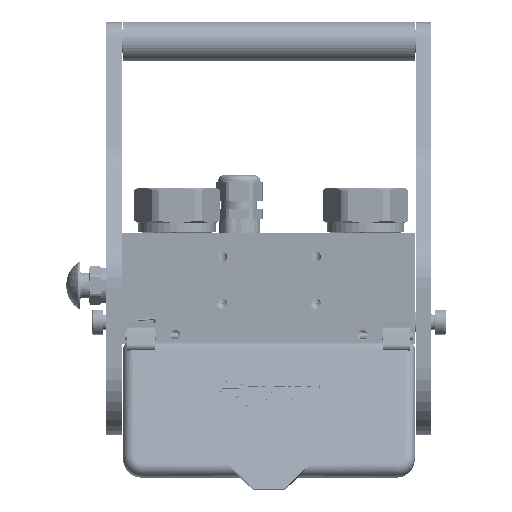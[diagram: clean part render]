
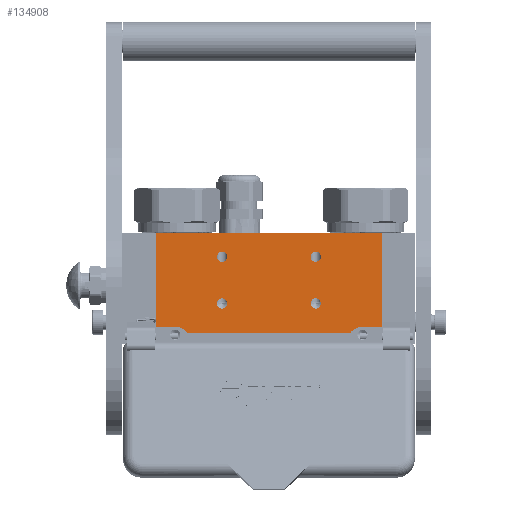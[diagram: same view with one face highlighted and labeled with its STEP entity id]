
A CAD part, left-side view. The second image highlights one B-rep face of the part: STEP entity #134908.
In plain terms, the highlighted face is planar.
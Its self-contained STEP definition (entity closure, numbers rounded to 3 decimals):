
#764 = DIRECTION ( 'NONE',  ( -1., 0., 0. ) ) ;
#1065 = CARTESIAN_POINT ( 'NONE',  ( 34., 70., -108. ) ) ;
#1562 = ORIENTED_EDGE ( 'NONE', *, *, #60978, .F. ) ;
#3189 = CARTESIAN_POINT ( 'NONE',  ( 42.146, 64.2, -108. ) ) ;
#6657 = VERTEX_POINT ( 'NONE', #35753 ) ;
#6977 = CARTESIAN_POINT ( 'NONE',  ( 64., 18.3, -108. ) ) ;
#8068 = DIRECTION ( 'NONE',  ( 0., -1., 0. ) ) ;
#10774 = VECTOR ( 'NONE', #764, 1000. ) ;
#12616 = EDGE_CURVE ( 'NONE', #152094, #30767, #86877, .T. ) ;
#15819 = CARTESIAN_POINT ( 'NONE',  ( 124., 41.7, -108. ) ) ;
#16961 = CIRCLE ( 'NONE', #160488, 3.3 ) ;
#17107 = AXIS2_PLACEMENT_3D ( 'NONE', #75526, #26008, #88328 ) ;
#17711 = EDGE_CURVE ( 'NONE', #99446, #42505, #67470, .T. ) ;
#18140 = ORIENTED_EDGE ( 'NONE', *, *, #129852, .T. ) ;
#19810 = CARTESIAN_POINT ( 'NONE',  ( 21.3, 0., -108. ) ) ;
#20938 = DIRECTION ( 'NONE',  ( 0., -1., 0. ) ) ;
#21480 = CARTESIAN_POINT ( 'NONE',  ( 124., 45., -108. ) ) ;
#23853 = ORIENTED_EDGE ( 'NONE', *, *, #17711, .F. ) ;
#23927 = AXIS2_PLACEMENT_3D ( 'NONE', #146753, #45687, #20938 ) ;
#25649 = EDGE_CURVE ( 'NONE', #157550, #61062, #103674, .T. ) ;
#26008 = DIRECTION ( 'NONE',  ( 0., 0., -1. ) ) ;
#26308 = CARTESIAN_POINT ( 'NONE',  ( 34., 60., -108. ) ) ;
#28103 = ORIENTED_EDGE ( 'NONE', *, *, #151593, .F. ) ;
#29660 = FACE_BOUND ( 'NONE', #61602, .T. ) ;
#30767 = VERTEX_POINT ( 'NONE', #90201 ) ;
#34018 = ORIENTED_EDGE ( 'NONE', *, *, #104122, .F. ) ;
#35753 = CARTESIAN_POINT ( 'NONE',  ( 124., 18.3, -108. ) ) ;
#35779 = CIRCLE ( 'NONE', #95318, 10. ) ;
#38580 = LINE ( 'NONE', #61178, #111676 ) ;
#38760 = AXIS2_PLACEMENT_3D ( 'NONE', #92677, #92139, #67211 ) ;
#38961 = CARTESIAN_POINT ( 'NONE',  ( 21.3, 0., -108. ) ) ;
#41054 = CIRCLE ( 'NONE', #17107, 3.3 ) ;
#41584 = ORIENTED_EDGE ( 'NONE', *, *, #76062, .F. ) ;
#42505 = VERTEX_POINT ( 'NONE', #6977 ) ;
#45687 = DIRECTION ( 'NONE',  ( 0., 0., -1. ) ) ;
#48268 = CARTESIAN_POINT ( 'NONE',  ( 145.854, 64.2, -108. ) ) ;
#51120 = FACE_BOUND ( 'NONE', #161470, .T. ) ;
#51244 = ORIENTED_EDGE ( 'NONE', *, *, #159009, .T. ) ;
#52394 = DIRECTION ( 'NONE',  ( 0., 0., -1. ) ) ;
#52605 = CARTESIAN_POINT ( 'NONE',  ( 64., 41.7, -108. ) ) ;
#52701 = CARTESIAN_POINT ( 'NONE',  ( 166.7, 0., -108. ) ) ;
#53813 = LINE ( 'NONE', #142568, #77354 ) ;
#54224 = DIRECTION ( 'NONE',  ( -1., 0., 0. ) ) ;
#55335 = EDGE_LOOP ( 'NONE', ( #23853, #77805 ) ) ;
#57188 = VERTEX_POINT ( 'NONE', #69286 ) ;
#58922 = DIRECTION ( 'NONE',  ( 0., 1., 0. ) ) ;
#59346 = DIRECTION ( 'NONE',  ( 0., 0., -1. ) ) ;
#59490 = DIRECTION ( 'NONE',  ( 0., 1., 0. ) ) ;
#59538 = VERTEX_POINT ( 'NONE', #38961 ) ;
#60161 = LINE ( 'NONE', #48268, #10774 ) ;
#60978 = EDGE_CURVE ( 'NONE', #162084, #68437, #35779, .T. ) ;
#61037 = ORIENTED_EDGE ( 'NONE', *, *, #111218, .F. ) ;
#61062 = VERTEX_POINT ( 'NONE', #26308 ) ;
#61178 = CARTESIAN_POINT ( 'NONE',  ( 21.3, 60., -108. ) ) ;
#61602 = EDGE_LOOP ( 'NONE', ( #130698, #28103 ) ) ;
#63892 = CARTESIAN_POINT ( 'NONE',  ( 124., 48.3, -108. ) ) ;
#67211 = DIRECTION ( 'NONE',  ( -1., 0., 0. ) ) ;
#67470 = CIRCLE ( 'NONE', #106218, 3.3 ) ;
#68437 = VERTEX_POINT ( 'NONE', #73151 ) ;
#69286 = CARTESIAN_POINT ( 'NONE',  ( 21.3, 60., -108. ) ) ;
#72634 = CARTESIAN_POINT ( 'NONE',  ( 64., 15., -108. ) ) ;
#72839 = CIRCLE ( 'NONE', #97021, 3.3 ) ;
#73036 = VECTOR ( 'NONE', #103421, 1000. ) ;
#73151 = CARTESIAN_POINT ( 'NONE',  ( 145.854, 64.2, -108. ) ) ;
#74008 = VERTEX_POINT ( 'NONE', #113116 ) ;
#74798 = AXIS2_PLACEMENT_3D ( 'NONE', #156364, #119807, #118186 ) ;
#75526 = CARTESIAN_POINT ( 'NONE',  ( 64., 15., -108. ) ) ;
#75939 = CARTESIAN_POINT ( 'NONE',  ( 166.7, 60., -108. ) ) ;
#76062 = EDGE_CURVE ( 'NONE', #30767, #162084, #160173, .T. ) ;
#76587 = CARTESIAN_POINT ( 'NONE',  ( 154., 60., -108. ) ) ;
#77354 = VECTOR ( 'NONE', #54224, 1000. ) ;
#77805 = ORIENTED_EDGE ( 'NONE', *, *, #114961, .F. ) ;
#78253 = PLANE ( 'NONE',  #38760 ) ;
#79027 = ORIENTED_EDGE ( 'NONE', *, *, #162873, .T. ) ;
#79956 = CIRCLE ( 'NONE', #74798, 3.3 ) ;
#82752 = AXIS2_PLACEMENT_3D ( 'NONE', #159325, #59346, #8068 ) ;
#83653 = EDGE_CURVE ( 'NONE', #105437, #114506, #79956, .T. ) ;
#86877 = LINE ( 'NONE', #52701, #73036 ) ;
#88194 = DIRECTION ( 'NONE',  ( -1., 0., 0. ) ) ;
#88328 = DIRECTION ( 'NONE',  ( 0., 1., 0. ) ) ;
#89430 = DIRECTION ( 'NONE',  ( 0.815, -0.58, 0. ) ) ;
#90201 = CARTESIAN_POINT ( 'NONE',  ( 166.7, 60., -108. ) ) ;
#90757 = CARTESIAN_POINT ( 'NONE',  ( 64., 11.7, -108. ) ) ;
#90861 = ORIENTED_EDGE ( 'NONE', *, *, #12616, .F. ) ;
#92139 = DIRECTION ( 'NONE',  ( 0., 0., -1. ) ) ;
#92399 = EDGE_CURVE ( 'NONE', #114506, #105437, #109278, .T. ) ;
#92677 = CARTESIAN_POINT ( 'NONE',  ( 166.7, 0., -108. ) ) ;
#95318 = AXIS2_PLACEMENT_3D ( 'NONE', #115000, #102885, #114428 ) ;
#97021 = AXIS2_PLACEMENT_3D ( 'NONE', #135095, #145632, #108028 ) ;
#97230 = CARTESIAN_POINT ( 'NONE',  ( 64., 45., -108. ) ) ;
#99446 = VERTEX_POINT ( 'NONE', #90757 ) ;
#102885 = DIRECTION ( 'NONE',  ( 0., 0., -1. ) ) ;
#103421 = DIRECTION ( 'NONE',  ( 0., 1., 0. ) ) ;
#103674 = CIRCLE ( 'NONE', #153969, 10. ) ;
#104122 = EDGE_CURVE ( 'NONE', #162959, #149431, #16961, .T. ) ;
#105437 = VERTEX_POINT ( 'NONE', #119066 ) ;
#106218 = AXIS2_PLACEMENT_3D ( 'NONE', #72634, #148883, #147789 ) ;
#108028 = DIRECTION ( 'NONE',  ( 0., 1., 0. ) ) ;
#108037 = VECTOR ( 'NONE', #58922, 1000. ) ;
#109278 = CIRCLE ( 'NONE', #130412, 3.3 ) ;
#110180 = DIRECTION ( 'NONE',  ( 0., 0., -1. ) ) ;
#111218 = EDGE_CURVE ( 'NONE', #68437, #157550, #60161, .T. ) ;
#111676 = VECTOR ( 'NONE', #149551, 1000. ) ;
#112901 = EDGE_LOOP ( 'NONE', ( #90861, #51244, #18140, #79027, #158830, #61037, #1562, #41584 ) ) ;
#113116 = CARTESIAN_POINT ( 'NONE',  ( 124., 11.7, -108. ) ) ;
#114428 = DIRECTION ( 'NONE',  ( 0., -1., 0. ) ) ;
#114506 = VERTEX_POINT ( 'NONE', #52605 ) ;
#114961 = EDGE_CURVE ( 'NONE', #42505, #99446, #41054, .T. ) ;
#115000 = CARTESIAN_POINT ( 'NONE',  ( 154., 70., -108. ) ) ;
#118186 = DIRECTION ( 'NONE',  ( 0., 1., 0. ) ) ;
#119066 = CARTESIAN_POINT ( 'NONE',  ( 64., 48.3, -108. ) ) ;
#119807 = DIRECTION ( 'NONE',  ( 0., 0., -1. ) ) ;
#123011 = EDGE_CURVE ( 'NONE', #74008, #6657, #126762, .T. ) ;
#123675 = DIRECTION ( 'NONE',  ( 0., -1., 0. ) ) ;
#124238 = EDGE_CURVE ( 'NONE', #149431, #162959, #148207, .T. ) ;
#124297 = FACE_BOUND ( 'NONE', #131732, .T. ) ;
#126504 = VECTOR ( 'NONE', #88194, 1000. ) ;
#126762 = CIRCLE ( 'NONE', #82752, 3.3 ) ;
#129852 = EDGE_CURVE ( 'NONE', #59538, #57188, #149643, .T. ) ;
#130412 = AXIS2_PLACEMENT_3D ( 'NONE', #97230, #159646, #123675 ) ;
#130698 = ORIENTED_EDGE ( 'NONE', *, *, #123011, .F. ) ;
#131732 = EDGE_LOOP ( 'NONE', ( #162745, #34018 ) ) ;
#134908 = ADVANCED_FACE ( 'NONE', ( #124297, #29660, #51120, #163782, #136028 ), #78253, .T. ) ;
#135095 = CARTESIAN_POINT ( 'NONE',  ( 124., 15., -108. ) ) ;
#136028 = FACE_OUTER_BOUND ( 'NONE', #112901, .T. ) ;
#137897 = CARTESIAN_POINT ( 'NONE',  ( 166.7, 0., -108. ) ) ;
#138668 = ORIENTED_EDGE ( 'NONE', *, *, #83653, .F. ) ;
#142568 = CARTESIAN_POINT ( 'NONE',  ( 166.7, 0., -108. ) ) ;
#145632 = DIRECTION ( 'NONE',  ( 0., 0., -1. ) ) ;
#146753 = CARTESIAN_POINT ( 'NONE',  ( 124., 45., -108. ) ) ;
#147789 = DIRECTION ( 'NONE',  ( 0., -1., 0. ) ) ;
#148207 = CIRCLE ( 'NONE', #23927, 3.3 ) ;
#148883 = DIRECTION ( 'NONE',  ( 0., 0., -1. ) ) ;
#149431 = VERTEX_POINT ( 'NONE', #15819 ) ;
#149551 = DIRECTION ( 'NONE',  ( 1., 0., 0. ) ) ;
#149643 = LINE ( 'NONE', #19810, #108037 ) ;
#151593 = EDGE_CURVE ( 'NONE', #6657, #74008, #72839, .T. ) ;
#152094 = VERTEX_POINT ( 'NONE', #137897 ) ;
#153969 = AXIS2_PLACEMENT_3D ( 'NONE', #1065, #52394, #89430 ) ;
#156275 = ORIENTED_EDGE ( 'NONE', *, *, #92399, .F. ) ;
#156364 = CARTESIAN_POINT ( 'NONE',  ( 64., 45., -108. ) ) ;
#157550 = VERTEX_POINT ( 'NONE', #3189 ) ;
#158830 = ORIENTED_EDGE ( 'NONE', *, *, #25649, .F. ) ;
#159009 = EDGE_CURVE ( 'NONE', #152094, #59538, #53813, .T. ) ;
#159325 = CARTESIAN_POINT ( 'NONE',  ( 124., 15., -108. ) ) ;
#159646 = DIRECTION ( 'NONE',  ( 0., 0., -1. ) ) ;
#160173 = LINE ( 'NONE', #75939, #126504 ) ;
#160488 = AXIS2_PLACEMENT_3D ( 'NONE', #21480, #110180, #59490 ) ;
#161470 = EDGE_LOOP ( 'NONE', ( #156275, #138668 ) ) ;
#162084 = VERTEX_POINT ( 'NONE', #76587 ) ;
#162745 = ORIENTED_EDGE ( 'NONE', *, *, #124238, .F. ) ;
#162873 = EDGE_CURVE ( 'NONE', #57188, #61062, #38580, .T. ) ;
#162959 = VERTEX_POINT ( 'NONE', #63892 ) ;
#163782 = FACE_BOUND ( 'NONE', #55335, .T. ) ;
